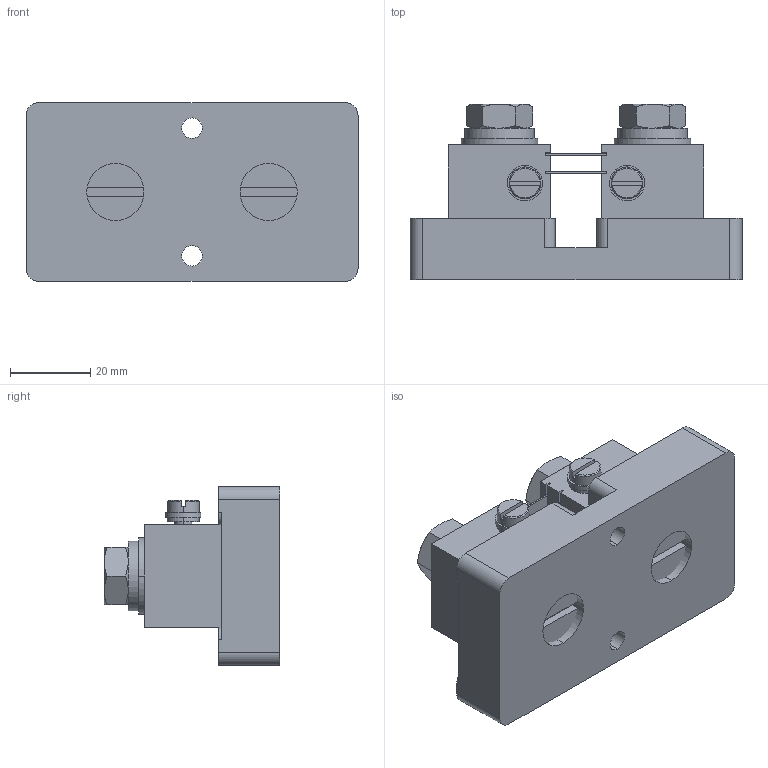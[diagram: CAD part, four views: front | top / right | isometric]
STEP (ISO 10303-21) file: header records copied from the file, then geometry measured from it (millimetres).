
FILE_DESCRIPTION (( 'STEP AP214' ), '1' );
FILE_NAME ('RSB.STEP', '2019-04-11T20:40:03', ( '' ), ( '' ), 'SwSTEP 2.0', 'SolidWorks 2019', '' );
FILE_SCHEMA (( 'AUTOMOTIVE_DESIGN' ));
Length unit declared in the file: inch
Products named in the file (10): RSB; RSB Large Lockwasher; RSB Bolt; RSB Small Washer; RSB Small Screw; RSB Large Washer; RSB Small Lockwasher; RSB Element; RSB Base; RSB Mounting Screw
Assembly tree (16 placements, depth 2):
  RSB
    RSB Base
    RSB Element
    RSB Small Screw  x2
    RSB Small Washer  x2
    RSB Small Lockwasher  x2
    RSB Mounting Screw  x2
    RSB Bolt  x2
    RSB Large Lockwasher  x2
    RSB Large Washer  x2
Bounding box: 82.55 x 43.66 x 44.45 mm (x, y, z)
Volume: 79364.9 mm3; surface area: 28841.8 mm2
Topology: 19 solids, 19 shells, 246 faces, 576 edges, 374 vertices
Faces by surface type: plane 130, cylinder 80, cone 36
Entity records: 5861 total; most frequent: CARTESIAN_POINT 1051, DIRECTION 940, ORIENTED_EDGE 848, EDGE_CURVE 424, AXIS2_PLACEMENT_3D 343, VERTEX_POINT 278, VECTOR 254, LINE 254
